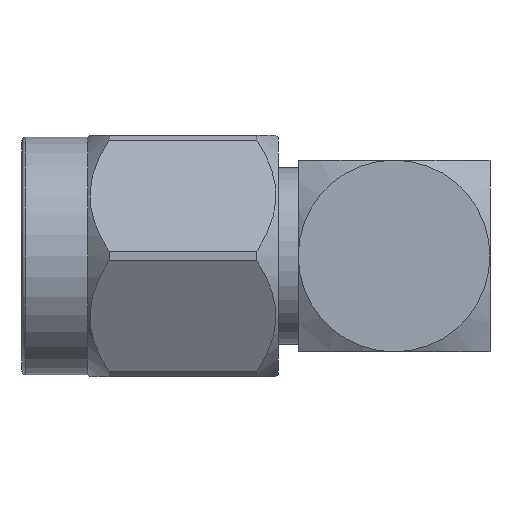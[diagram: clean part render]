
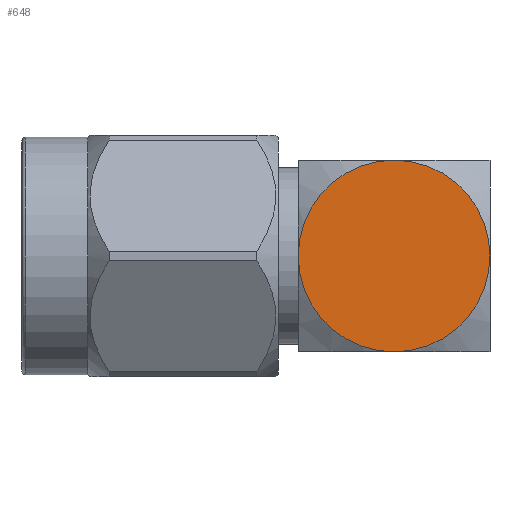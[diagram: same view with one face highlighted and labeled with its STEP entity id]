
A CAD part, left-side view. The second image highlights one B-rep face of the part: STEP entity #648.
In plain terms, the highlighted planar face has unit normal (-1, 0, 0).
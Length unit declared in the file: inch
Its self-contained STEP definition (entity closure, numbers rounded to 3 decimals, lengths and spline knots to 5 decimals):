
#309 = AXIS2_PLACEMENT_3D ( 'NONE', #7611, #7688, #9245 ) ;
#355 = CIRCLE ( 'NONE', #3387, 0.125 ) ;
#648 = ADVANCED_FACE ( 'NONE', ( #9139 ), #2708, .T. ) ;
#975 = CARTESIAN_POINT ( 'NONE',  ( -0.125, -0.48523, 0. ) ) ;
#1442 = DIRECTION ( 'NONE',  ( -1., 0., 0. ) ) ;
#1637 = ORIENTED_EDGE ( 'NONE', *, *, #9748, .T. ) ;
#1931 = VERTEX_POINT ( 'NONE', #3710 ) ;
#1998 = CARTESIAN_POINT ( 'NONE',  ( -0.125, -0.36023, -0.125 ) ) ;
#2611 = DIRECTION ( 'NONE',  ( 0., 0., 1. ) ) ;
#2708 = PLANE ( 'NONE',  #10762 ) ;
#3387 = AXIS2_PLACEMENT_3D ( 'NONE', #975, #9330, #2611 ) ;
#3667 = VERTEX_POINT ( 'NONE', #8827 ) ;
#3710 = CARTESIAN_POINT ( 'NONE',  ( -0.125, -0.48523, 0.125 ) ) ;
#4157 = EDGE_CURVE ( 'NONE', #1931, #3667, #355, .T. ) ;
#5019 = EDGE_LOOP ( 'NONE', ( #1637, #5371 ) ) ;
#5371 = ORIENTED_EDGE ( 'NONE', *, *, #4157, .T. ) ;
#6700 = CIRCLE ( 'NONE', #309, 0.125 ) ;
#7305 = DIRECTION ( 'NONE',  ( 0., 0., 1. ) ) ;
#7611 = CARTESIAN_POINT ( 'NONE',  ( -0.125, -0.48523, 0. ) ) ;
#7688 = DIRECTION ( 'NONE',  ( -1., 0., 0. ) ) ;
#8827 = CARTESIAN_POINT ( 'NONE',  ( -0.125, -0.48523, -0.125 ) ) ;
#9139 = FACE_OUTER_BOUND ( 'NONE', #5019, .T. ) ;
#9245 = DIRECTION ( 'NONE',  ( 0., 0., 1. ) ) ;
#9330 = DIRECTION ( 'NONE',  ( -1., 0., 0. ) ) ;
#9748 = EDGE_CURVE ( 'NONE', #3667, #1931, #6700, .T. ) ;
#10762 = AXIS2_PLACEMENT_3D ( 'NONE', #1998, #1442, #7305 ) ;
